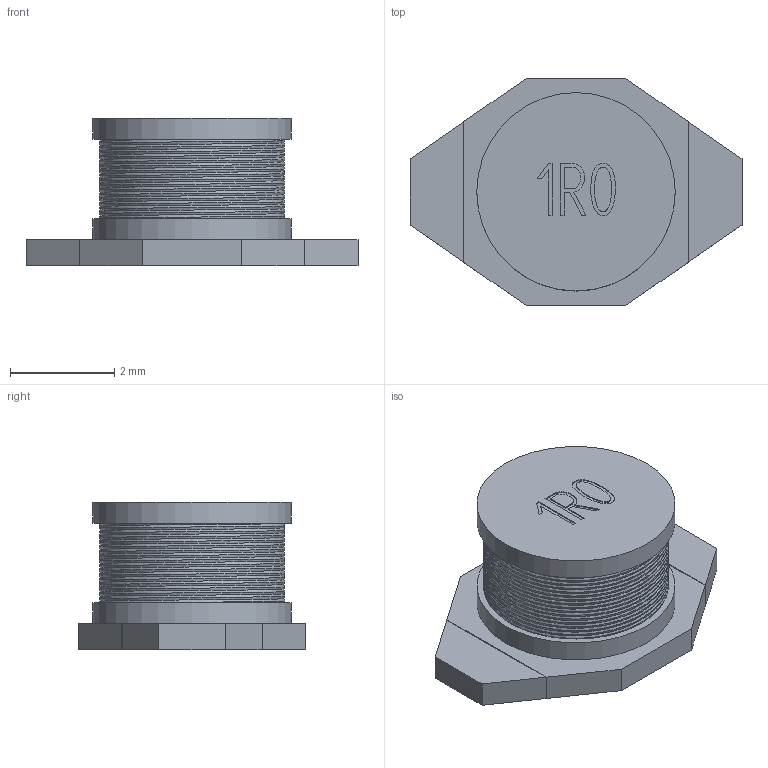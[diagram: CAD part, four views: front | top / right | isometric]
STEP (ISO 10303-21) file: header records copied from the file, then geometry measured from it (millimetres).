
FILE_DESCRIPTION(/* description */ ('Unknown'),/* implementation_level */ '2;1');
FILE_NAME(/* name */ 'HM71-10',/* time_stamp */ '2021-12-22T11:36:29+08:00',/* author */ ('Unknown'),/* organization */ ('Unknown'),/* preprocessor_version */ 'ST-DEVELOPER v16.7',/* originating_system */ 'Solid Edge',/* authorisation */ 'Unknown');
FILE_SCHEMA (('AUTOMOTIVE_DESIGN {1 0 10303 214 3 1 1}'));
Length unit declared in the file: millimetre
Products named in the file (1): HM71-10
Bounding box: 6.36 x 4.35 x 2.82 mm (x, y, z)
Volume: 21.7 mm3; surface area: 119.5 mm2
Topology: 3 solids, 4 shells, 58 faces, 127 edges, 85 vertices
Faces by surface type: plane 47, bspline 9, cylinder 2
Full cylindrical faces by diameter (mm): 3.8 x2
Entity records: 7042 total; most frequent: CARTESIAN_POINT 5424, ORIENTED_EDGE 244, DIRECTION 204, EDGE_CURVE 122, LINE 96, VECTOR 96, VERTEX_POINT 84, EDGE_LOOP 70
